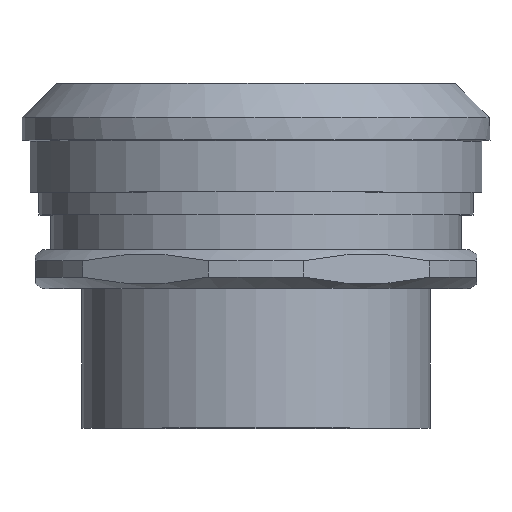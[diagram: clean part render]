
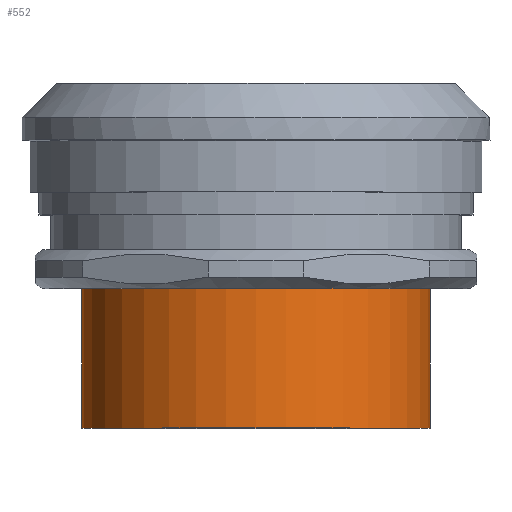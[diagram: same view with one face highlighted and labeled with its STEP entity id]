
A CAD part, top view. The second image highlights one B-rep face of the part: STEP entity #552.
In plain terms, the highlighted cylindrical face has radius 22.5 mm (diameter 45 mm), a full revolution.
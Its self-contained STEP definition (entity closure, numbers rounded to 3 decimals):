
#70=LINE('',#897,#95);
#95=VECTOR('',#743,22.5);
#120=CYLINDRICAL_SURFACE('',#630,22.5);
#150=FACE_OUTER_BOUND('',#190,.T.);
#190=EDGE_LOOP('',(#415,#416,#417,#418));
#232=CIRCLE('',#621,22.5);
#238=CIRCLE('',#631,22.5);
#267=VERTEX_POINT('',#878);
#273=VERTEX_POINT('',#896);
#321=EDGE_CURVE('',#267,#267,#232,.T.);
#329=EDGE_CURVE('',#267,#273,#70,.T.);
#330=EDGE_CURVE('',#273,#273,#238,.T.);
#415=ORIENTED_EDGE('',*,*,#321,.T.);
#416=ORIENTED_EDGE('',*,*,#329,.T.);
#417=ORIENTED_EDGE('',*,*,#330,.F.);
#418=ORIENTED_EDGE('',*,*,#329,.F.);
#552=ADVANCED_FACE('',(#150),#120,.T.);
#621=AXIS2_PLACEMENT_3D('',#879,#721,#722);
#630=AXIS2_PLACEMENT_3D('',#895,#741,#742);
#631=AXIS2_PLACEMENT_3D('',#898,#744,#745);
#721=DIRECTION('center_axis',(0.,-1.,0.));
#722=DIRECTION('ref_axis',(-1.,0.,0.));
#741=DIRECTION('center_axis',(0.,1.,0.));
#742=DIRECTION('ref_axis',(-1.,0.,0.));
#743=DIRECTION('',(0.,-1.,0.));
#744=DIRECTION('center_axis',(0.,-1.,0.));
#745=DIRECTION('ref_axis',(-1.,0.,0.));
#878=CARTESIAN_POINT('',(277.322,5.886,170.999));
#879=CARTESIAN_POINT('Origin',(254.822,5.886,170.999));
#895=CARTESIAN_POINT('Origin',(254.822,-3.364,170.999));
#896=CARTESIAN_POINT('',(277.322,-12.114,170.999));
#897=CARTESIAN_POINT('',(277.322,-3.364,170.999));
#898=CARTESIAN_POINT('Origin',(254.822,-12.114,170.999));
